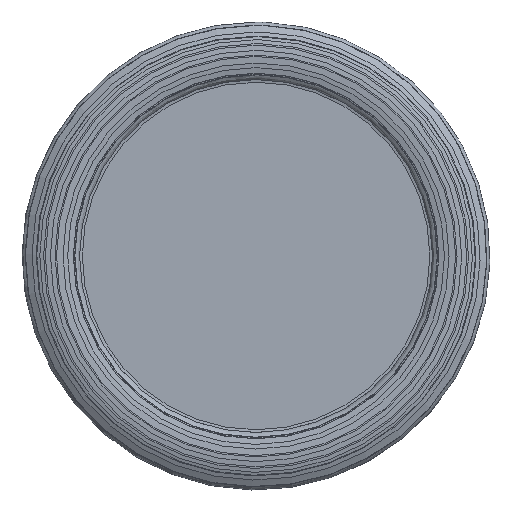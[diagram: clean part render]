
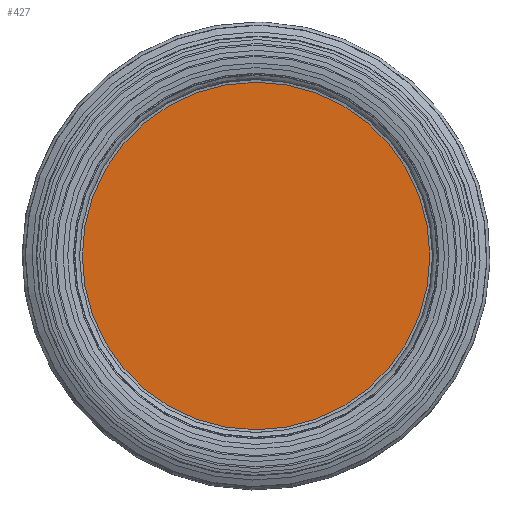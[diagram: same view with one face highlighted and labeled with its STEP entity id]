
A CAD part, front view. The second image highlights one B-rep face of the part: STEP entity #427.
In plain terms, the highlighted planar face has unit normal (0, -1, 0).
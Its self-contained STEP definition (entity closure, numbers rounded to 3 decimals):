
#204=PLANE('',#1369);
#284=FACE_OUTER_BOUND('',#705,.T.);
#427=ADVANCED_FACE('',(#284),#204,.F.);
#705=EDGE_LOOP('',(#949));
#949=ORIENTED_EDGE('',*,*,#1173,.F.);
#1051=VERTEX_POINT('',#2393);
#1173=EDGE_CURVE('',#1051,#1051,#1246,.T.);
#1246=CIRCLE('',#1367,18.869);
#1367=AXIS2_PLACEMENT_3D('',#2392,#1673,#1674);
#1369=AXIS2_PLACEMENT_3D('',#2395,#1677,#1678);
#1673=DIRECTION('',(0.,1.,0.));
#1674=DIRECTION('',(0.,0.,-1.));
#1677=DIRECTION('',(0.,1.,0.));
#1678=DIRECTION('',(0.,0.,1.));
#2392=CARTESIAN_POINT('',(0.,1.001,0.));
#2393=CARTESIAN_POINT('',(0.,1.001,-18.869));
#2395=CARTESIAN_POINT('',(0.,1.001,0.));
